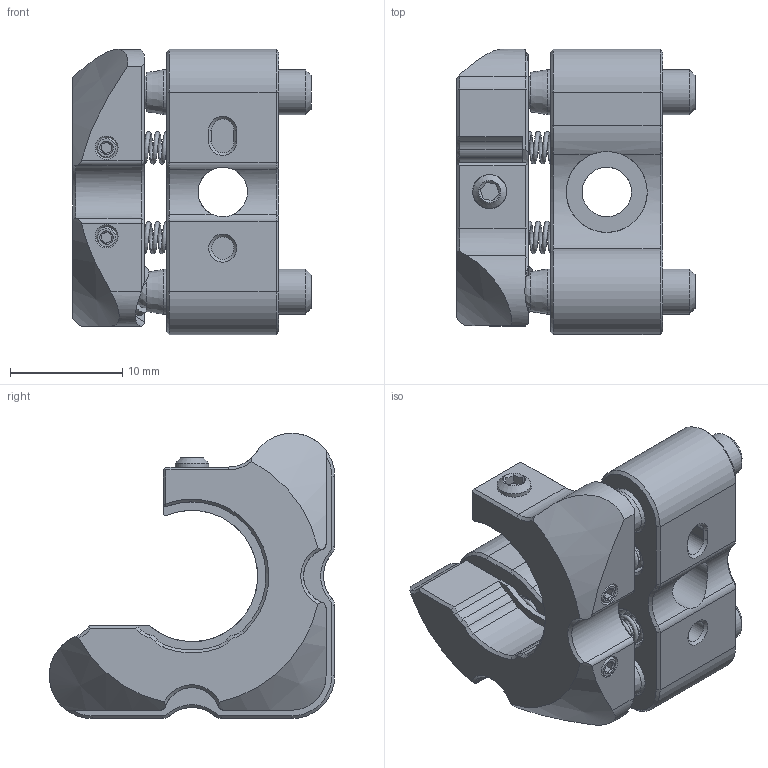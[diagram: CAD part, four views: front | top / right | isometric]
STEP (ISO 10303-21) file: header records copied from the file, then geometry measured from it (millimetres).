
FILE_DESCRIPTION (( 'STEP AP203' ), '1' );
FILE_NAME ('520215.STEP', '2024-06-04T02:00:10', ( 'Windows User' ), ( 'P R C' ), 'SwSTEP 2.0', 'SolidWorks 2020', '' );
FILE_SCHEMA (( 'CONFIG_CONTROL_DESIGN' ));
Length unit declared in the file: millimetre
Products named in the file (1): 520215
Bounding box: 21.22 x 25.41 x 25.4 mm (x, y, z)
Volume: 3855.8 mm3; surface area: 5579.3 mm2
Topology: 25 solids, 25 shells, 413 faces, 957 edges, 597 vertices
Faces by surface type: plane 183, cone 116, cylinder 91, bspline 23
Full cylindrical faces by diameter (mm): 1.5 x2, 1.6 x8, 2 x7, 2.5 x1, 2.6 x6, 2.99 x3, 3 x1, 3.2 x4, 3.4 x4, 3.75 x6, 4 x3, 4.35 x3, 4.4 x2, 7.2 x2
Entity records: 47867 total; most frequent: CARTESIAN_POINT 39465, DIRECTION 1676, ORIENTED_EDGE 1536, EDGE_CURVE 768, AXIS2_PLACEMENT_3D 672, EDGE_LOOP 579, VERTEX_POINT 543, FACE_OUTER_BOUND 482
